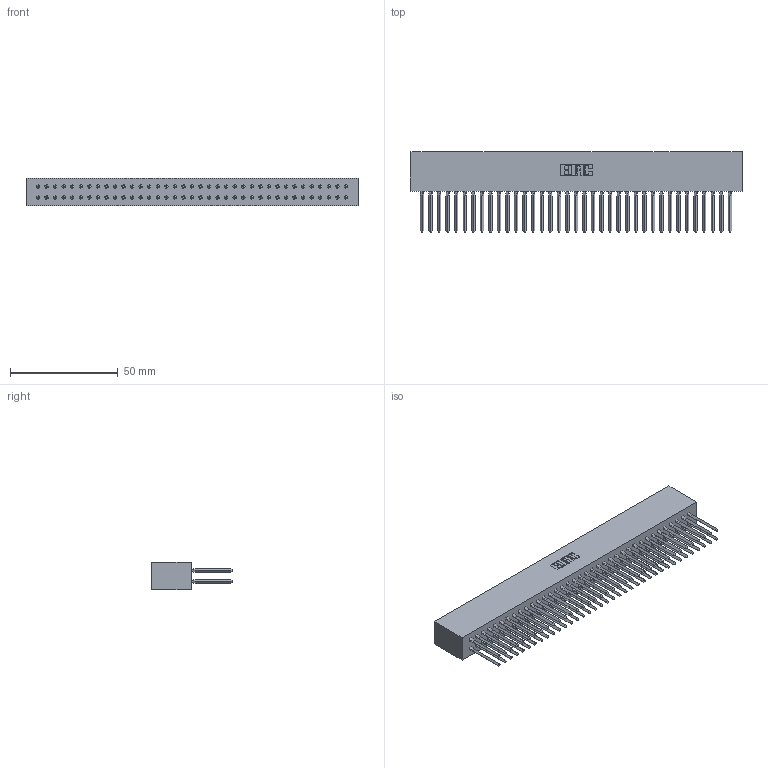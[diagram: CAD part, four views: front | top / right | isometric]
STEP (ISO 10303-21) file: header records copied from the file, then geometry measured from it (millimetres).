
FILE_DESCRIPTION (( 'STEP AP203' ), '1' );
FILE_NAME ('317-074-540-801.STEP', '2020-02-28T07:46:21', ( '' ), ( '' ), 'SwSTEP 2.0', 'SolidWorks 2016', '' );
FILE_SCHEMA (( 'CONFIG_CONTROL_DESIGN' ));
Length unit declared in the file: inch
Products named in the file (3): 317 Part_Lugless; 317-290-001_540; 317-074-540-801
Assembly tree (75 placements, depth 2):
  317-074-540-801
    317 Part_Lugless
    317-290-001_540  x74
Bounding box: 153.82 x 37.34 x 12.7 mm (x, y, z)
Volume: 27440.7 mm3; surface area: 40979.5 mm2
Topology: 75 solids, 75 shells, 6676 faces, 18517 edges, 11924 vertices
Faces by surface type: plane 5452, cylinder 928, bspline 296
Entity records: 53772 total; most frequent: CARTESIAN_POINT 9795, ORIENTED_EDGE 9294, DIRECTION 7745, EDGE_CURVE 4647, VECTOR 4399, LINE 4399, VERTEX_POINT 3091, AXIS2_PLACEMENT_3D 1673
